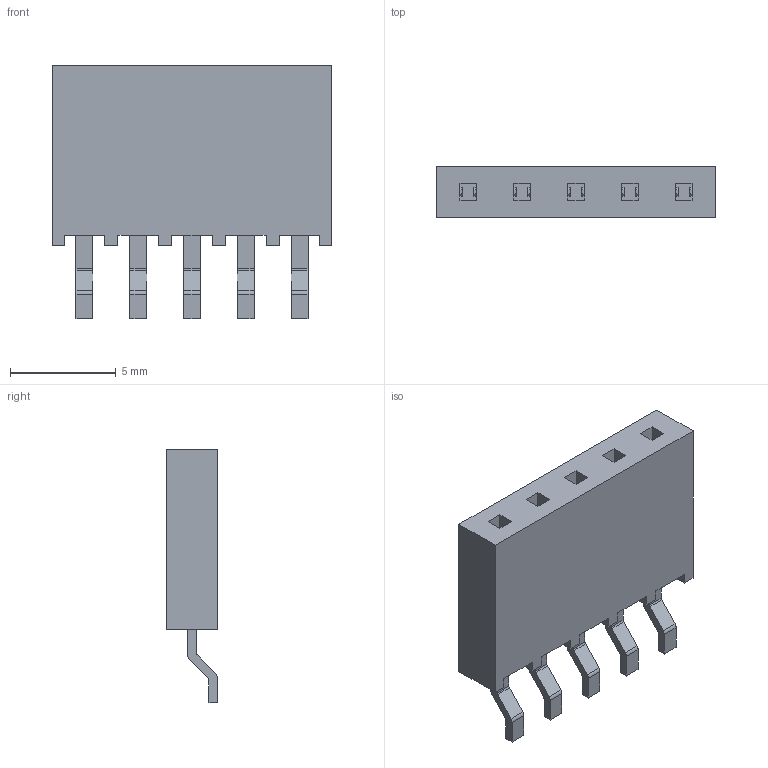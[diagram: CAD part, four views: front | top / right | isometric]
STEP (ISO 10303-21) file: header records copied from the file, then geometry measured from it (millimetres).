
FILE_DESCRIPTION(('FreeCAD Model'),'2;1');
FILE_NAME('Open CASCADE Shape Model','2024-04-08T09:59:10',('Author'),( ''),'Open CASCADE STEP processor 7.6','FreeCAD','Unknown');
FILE_SCHEMA(('AUTOMOTIVE_DESIGN { 1 0 10303 214 1 1 1 1 }'));
Length unit declared in the file: millimetre
Products named in the file (1): Fusion
Bounding box: 13.21 x 2.41 x 11.94 mm (x, y, z)
Volume: 246.7 mm3; surface area: 517.8 mm2
Topology: 1 solids, 1 shells, 216 faces, 592 edges, 388 vertices
Faces by surface type: plane 196, cylinder 20
Entity records: 7719 total; most frequent: CARTESIAN_POINT 1197, ORIENTED_EDGE 1184, DIRECTION 1066, EDGE_CURVE 592, LINE 552, VECTOR 552, VERTEX_POINT 388, AXIS2_PLACEMENT_3D 257
